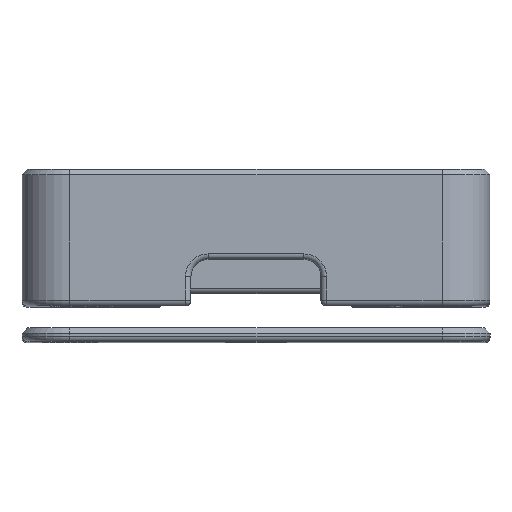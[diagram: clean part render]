
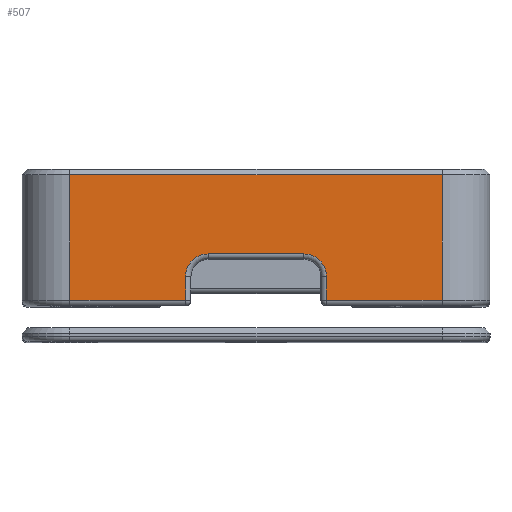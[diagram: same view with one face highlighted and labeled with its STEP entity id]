
A CAD part, top view. The second image highlights one B-rep face of the part: STEP entity #507.
In plain terms, the highlighted planar face has unit normal (0, 0, 1).
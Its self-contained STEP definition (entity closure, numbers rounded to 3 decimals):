
#189 = VERTEX_POINT ( 'NONE', #674 ) ;
#224 = DIRECTION ( 'NONE',  ( 0., -1., 0. ) ) ;
#297 = CARTESIAN_POINT ( 'NONE',  ( -13.6, 9.6, 30.8 ) ) ;
#507 = ADVANCED_FACE ( 'NONE', ( #5970 ), #1242, .F. ) ;
#535 = EDGE_CURVE ( 'NONE', #5548, #3046, #4545, .T. ) ;
#582 = CARTESIAN_POINT ( 'NONE',  ( 5.15, 2.15, 30.8 ) ) ;
#674 = CARTESIAN_POINT ( 'NONE',  ( 3.5, 3.8, 30.8 ) ) ;
#708 = EDGE_CURVE ( 'NONE', #189, #5424, #5350, .T. ) ;
#765 = CARTESIAN_POINT ( 'NONE',  ( 13.6, 1., 30.8 ) ) ;
#942 = LINE ( 'NONE', #4788, #4119 ) ;
#999 = CARTESIAN_POINT ( 'NONE',  ( 13.6, 0.4, 30.8 ) ) ;
#1049 = CARTESIAN_POINT ( 'NONE',  ( 0., 0.4, 30.8 ) ) ;
#1089 = EDGE_CURVE ( 'NONE', #4861, #3537, #5611, .T. ) ;
#1098 = ORIENTED_EDGE ( 'NONE', *, *, #708, .T. ) ;
#1149 = CARTESIAN_POINT ( 'NONE',  ( -5.15, 1., 30.8 ) ) ;
#1158 = EDGE_CURVE ( 'NONE', #4847, #4861, #942, .T. ) ;
#1176 = DIRECTION ( 'NONE',  ( 0., 0., -1. ) ) ;
#1212 = EDGE_CURVE ( 'NONE', #3459, #3046, #4865, .T. ) ;
#1242 = PLANE ( 'NONE',  #4111 ) ;
#1332 = LINE ( 'NONE', #6120, #2130 ) ;
#1455 = ORIENTED_EDGE ( 'NONE', *, *, #5670, .T. ) ;
#1477 = EDGE_CURVE ( 'NONE', #5965, #189, #1332, .T. ) ;
#1493 = ORIENTED_EDGE ( 'NONE', *, *, #4189, .T. ) ;
#1665 = CARTESIAN_POINT ( 'NONE',  ( -5.15, 2.15, 30.8 ) ) ;
#1782 = VERTEX_POINT ( 'NONE', #1665 ) ;
#1874 = VECTOR ( 'NONE', #2568, 1000. ) ;
#1904 = DIRECTION ( 'NONE',  ( 0., 0., -1. ) ) ;
#1985 = DIRECTION ( 'NONE',  ( 1., 0., 0. ) ) ;
#2112 = ORIENTED_EDGE ( 'NONE', *, *, #1089, .T. ) ;
#2125 = AXIS2_PLACEMENT_3D ( 'NONE', #4732, #5211, #6156 ) ;
#2130 = VECTOR ( 'NONE', #3246, 1000. ) ;
#2185 = CARTESIAN_POINT ( 'NONE',  ( -13.6, 9.6, 30.8 ) ) ;
#2211 = EDGE_CURVE ( 'NONE', #5424, #3459, #4869, .T. ) ;
#2367 = EDGE_CURVE ( 'NONE', #5548, #4847, #4964, .T. ) ;
#2381 = ORIENTED_EDGE ( 'NONE', *, *, #535, .F. ) ;
#2568 = DIRECTION ( 'NONE',  ( -1., 0., 0. ) ) ;
#2620 = VECTOR ( 'NONE', #5872, 1000. ) ;
#3046 = VERTEX_POINT ( 'NONE', #999 ) ;
#3076 = DIRECTION ( 'NONE',  ( 0., 1., 0. ) ) ;
#3188 = CARTESIAN_POINT ( 'NONE',  ( -3.5, 3.8, 30.8 ) ) ;
#3246 = DIRECTION ( 'NONE',  ( 1., 0., 0. ) ) ;
#3459 = VERTEX_POINT ( 'NONE', #5792 ) ;
#3537 = VERTEX_POINT ( 'NONE', #4047 ) ;
#3539 = LINE ( 'NONE', #1149, #5351 ) ;
#3684 = ORIENTED_EDGE ( 'NONE', *, *, #2211, .T. ) ;
#3834 = VECTOR ( 'NONE', #5906, 1000. ) ;
#3897 = DIRECTION ( 'NONE',  ( 0., -1., 0. ) ) ;
#3984 = CARTESIAN_POINT ( 'NONE',  ( 5.15, 1., 30.8 ) ) ;
#4047 = CARTESIAN_POINT ( 'NONE',  ( -5.15, 0.4, 30.8 ) ) ;
#4071 = ORIENTED_EDGE ( 'NONE', *, *, #2367, .T. ) ;
#4111 = AXIS2_PLACEMENT_3D ( 'NONE', #4992, #1176, #4610 ) ;
#4119 = VECTOR ( 'NONE', #3897, 1000. ) ;
#4141 = AXIS2_PLACEMENT_3D ( 'NONE', #6222, #1904, #4828 ) ;
#4189 = EDGE_CURVE ( 'NONE', #1782, #5965, #4447, .T. ) ;
#4397 = VECTOR ( 'NONE', #1985, 1000. ) ;
#4406 = ORIENTED_EDGE ( 'NONE', *, *, #1212, .T. ) ;
#4447 = CIRCLE ( 'NONE', #4141, 1.65 ) ;
#4545 = LINE ( 'NONE', #765, #6228 ) ;
#4610 = DIRECTION ( 'NONE',  ( -1., 0., 0. ) ) ;
#4680 = CARTESIAN_POINT ( 'NONE',  ( -13.6, 0.4, 30.8 ) ) ;
#4732 = CARTESIAN_POINT ( 'NONE',  ( 3.5, 2.15, 30.8 ) ) ;
#4788 = CARTESIAN_POINT ( 'NONE',  ( -13.6, 1., 30.8 ) ) ;
#4828 = DIRECTION ( 'NONE',  ( -1., 0., 0. ) ) ;
#4847 = VERTEX_POINT ( 'NONE', #297 ) ;
#4861 = VERTEX_POINT ( 'NONE', #4680 ) ;
#4865 = LINE ( 'NONE', #1049, #2620 ) ;
#4869 = LINE ( 'NONE', #3984, #3834 ) ;
#4964 = LINE ( 'NONE', #2185, #1874 ) ;
#4992 = CARTESIAN_POINT ( 'NONE',  ( 0., 1., 30.8 ) ) ;
#5130 = CARTESIAN_POINT ( 'NONE',  ( 13.6, 9.6, 30.8 ) ) ;
#5149 = ORIENTED_EDGE ( 'NONE', *, *, #1477, .T. ) ;
#5211 = DIRECTION ( 'NONE',  ( 0., 0., -1. ) ) ;
#5350 = CIRCLE ( 'NONE', #2125, 1.65 ) ;
#5351 = VECTOR ( 'NONE', #3076, 1000. ) ;
#5424 = VERTEX_POINT ( 'NONE', #582 ) ;
#5548 = VERTEX_POINT ( 'NONE', #5130 ) ;
#5602 = ORIENTED_EDGE ( 'NONE', *, *, #1158, .T. ) ;
#5611 = LINE ( 'NONE', #5770, #4397 ) ;
#5670 = EDGE_CURVE ( 'NONE', #3537, #1782, #3539, .T. ) ;
#5770 = CARTESIAN_POINT ( 'NONE',  ( 0., 0.4, 30.8 ) ) ;
#5792 = CARTESIAN_POINT ( 'NONE',  ( 5.15, 0.4, 30.8 ) ) ;
#5872 = DIRECTION ( 'NONE',  ( 1., 0., 0. ) ) ;
#5906 = DIRECTION ( 'NONE',  ( 0., -1., 0. ) ) ;
#5933 = EDGE_LOOP ( 'NONE', ( #5602, #2112, #1455, #1493, #5149, #1098, #3684, #4406, #2381, #4071 ) ) ;
#5965 = VERTEX_POINT ( 'NONE', #3188 ) ;
#5970 = FACE_OUTER_BOUND ( 'NONE', #5933, .T. ) ;
#6120 = CARTESIAN_POINT ( 'NONE',  ( 0., 3.8, 30.8 ) ) ;
#6156 = DIRECTION ( 'NONE',  ( -1., 0., 0. ) ) ;
#6222 = CARTESIAN_POINT ( 'NONE',  ( -3.5, 2.15, 30.8 ) ) ;
#6228 = VECTOR ( 'NONE', #224, 1000. ) ;
